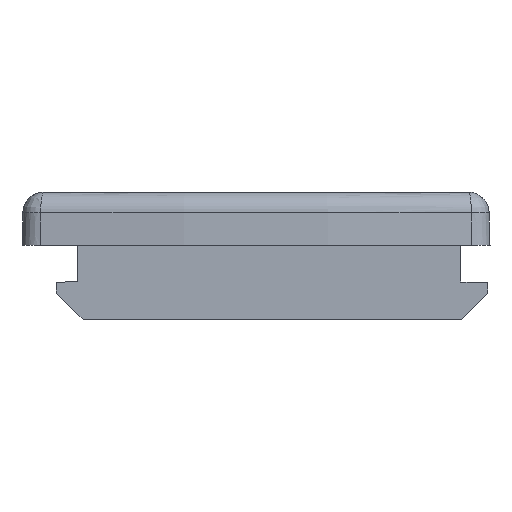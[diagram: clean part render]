
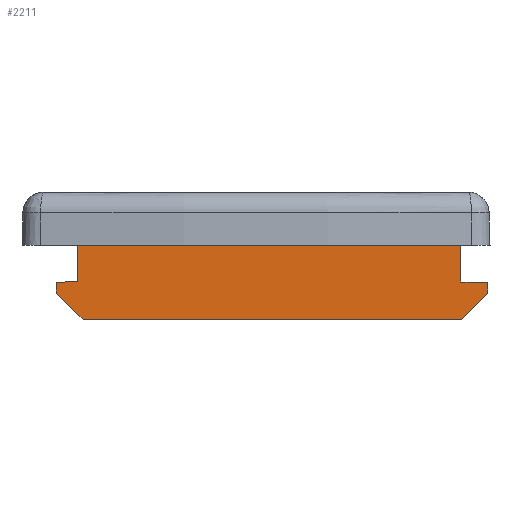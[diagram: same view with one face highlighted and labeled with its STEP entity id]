
A CAD part, front view. The second image highlights one B-rep face of the part: STEP entity #2211.
In plain terms, the highlighted planar face has unit normal (0, -1, 0).
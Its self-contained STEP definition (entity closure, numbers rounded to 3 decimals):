
#2143=AXIS2_PLACEMENT_3D('Plane Axis2P3D',#2140,#2141,#2142) ;
#50=CARTESIAN_POINT('Vertex',(41.341,14.987,0.)) ;
#53=CARTESIAN_POINT('Line Origine',(23.539,14.987,0.)) ;
#57=CARTESIAN_POINT('Vertex',(5.737,14.987,0.)) ;
#2121=CARTESIAN_POINT('Line Origine',(42.547,14.987,1.25)) ;
#2125=CARTESIAN_POINT('Vertex',(43.754,14.987,2.5)) ;
#2140=CARTESIAN_POINT('Axis2P3D Location',(43.974,14.987,7.)) ;
#2145=CARTESIAN_POINT('Line Origine',(43.746,14.987,3.006)) ;
#2149=CARTESIAN_POINT('Vertex',(43.737,14.987,3.513)) ;
#2152=CARTESIAN_POINT('Line Origine',(42.487,14.987,3.535)) ;
#2156=CARTESIAN_POINT('Vertex',(41.237,14.987,3.556)) ;
#2159=CARTESIAN_POINT('Line Origine',(41.237,14.987,5.278)) ;
#2163=CARTESIAN_POINT('Vertex',(41.237,14.987,7.)) ;
#2166=CARTESIAN_POINT('Line Origine',(23.237,14.987,7.)) ;
#2170=CARTESIAN_POINT('Vertex',(5.237,14.987,7.)) ;
#2173=CARTESIAN_POINT('Line Origine',(5.237,14.987,5.3)) ;
#2177=CARTESIAN_POINT('Vertex',(5.237,14.987,3.6)) ;
#2180=CARTESIAN_POINT('Line Origine',(4.237,14.987,3.565)) ;
#2184=CARTESIAN_POINT('Vertex',(3.237,14.987,3.53)) ;
#2187=CARTESIAN_POINT('Line Origine',(3.237,14.987,3.015)) ;
#2191=CARTESIAN_POINT('Vertex',(3.237,14.987,2.5)) ;
#2194=CARTESIAN_POINT('Line Origine',(4.487,14.987,1.25)) ;
#54=DIRECTION('Vector Direction',(-1.,0.,0.)) ;
#2122=DIRECTION('Vector Direction',(0.695,0.,0.719)) ;
#2141=DIRECTION('Axis2P3D Direction',(0.,-1.,0.)) ;
#2142=DIRECTION('Axis2P3D XDirection',(1.,0.,0.)) ;
#2146=DIRECTION('Vector Direction',(0.017,0.,-1.)) ;
#2153=DIRECTION('Vector Direction',(-1.,0.,0.017)) ;
#2160=DIRECTION('Vector Direction',(0.,0.,-1.)) ;
#2167=DIRECTION('Vector Direction',(-1.,0.,0.)) ;
#2174=DIRECTION('Vector Direction',(0.,0.,-1.)) ;
#2181=DIRECTION('Vector Direction',(0.999,0.,0.035)) ;
#2188=DIRECTION('Vector Direction',(0.,0.,1.)) ;
#2195=DIRECTION('Vector Direction',(0.707,0.,-0.707)) ;
#55=VECTOR('Line Direction',#54,1.) ;
#2123=VECTOR('Line Direction',#2122,1.) ;
#2147=VECTOR('Line Direction',#2146,1.) ;
#2154=VECTOR('Line Direction',#2153,1.) ;
#2161=VECTOR('Line Direction',#2160,1.) ;
#2168=VECTOR('Line Direction',#2167,1.) ;
#2175=VECTOR('Line Direction',#2174,1.) ;
#2182=VECTOR('Line Direction',#2181,1.) ;
#2189=VECTOR('Line Direction',#2188,1.) ;
#2196=VECTOR('Line Direction',#2195,1.) ;
#2200=ORIENTED_EDGE('',*,*,#59,.F.) ;
#2201=ORIENTED_EDGE('',*,*,#2127,.T.) ;
#2202=ORIENTED_EDGE('',*,*,#2151,.F.) ;
#2203=ORIENTED_EDGE('',*,*,#2158,.T.) ;
#2204=ORIENTED_EDGE('',*,*,#2165,.F.) ;
#2205=ORIENTED_EDGE('',*,*,#2172,.T.) ;
#2206=ORIENTED_EDGE('',*,*,#2179,.T.) ;
#2207=ORIENTED_EDGE('',*,*,#2186,.F.) ;
#2208=ORIENTED_EDGE('',*,*,#2193,.F.) ;
#2209=ORIENTED_EDGE('',*,*,#2198,.T.) ;
#2211=ADVANCED_FACE('CABTITE EP B 24/12 GY',(#2210),#2144,.T.) ;
#59=EDGE_CURVE('',#51,#58,#56,.T.) ;
#2127=EDGE_CURVE('',#51,#2126,#2124,.T.) ;
#2151=EDGE_CURVE('',#2150,#2126,#2148,.T.) ;
#2158=EDGE_CURVE('',#2150,#2157,#2155,.T.) ;
#2165=EDGE_CURVE('',#2164,#2157,#2162,.T.) ;
#2172=EDGE_CURVE('',#2164,#2171,#2169,.T.) ;
#2179=EDGE_CURVE('',#2171,#2178,#2176,.T.) ;
#2186=EDGE_CURVE('',#2185,#2178,#2183,.T.) ;
#2193=EDGE_CURVE('',#2192,#2185,#2190,.T.) ;
#2198=EDGE_CURVE('',#2192,#58,#2197,.T.) ;
#2199=EDGE_LOOP('',(#2200,#2201,#2202,#2203,#2204,#2205,#2206,#2207,#2208,#2209)) ;
#2210=FACE_OUTER_BOUND('',#2199,.T.) ;
#56=LINE('Line',#53,#55) ;
#2124=LINE('Line',#2121,#2123) ;
#2148=LINE('Line',#2145,#2147) ;
#2155=LINE('Line',#2152,#2154) ;
#2162=LINE('Line',#2159,#2161) ;
#2169=LINE('Line',#2166,#2168) ;
#2176=LINE('Line',#2173,#2175) ;
#2183=LINE('Line',#2180,#2182) ;
#2190=LINE('Line',#2187,#2189) ;
#2197=LINE('Line',#2194,#2196) ;
#2144=PLANE('',#2143) ;
#51=VERTEX_POINT('',#50) ;
#58=VERTEX_POINT('',#57) ;
#2126=VERTEX_POINT('',#2125) ;
#2150=VERTEX_POINT('',#2149) ;
#2157=VERTEX_POINT('',#2156) ;
#2164=VERTEX_POINT('',#2163) ;
#2171=VERTEX_POINT('',#2170) ;
#2178=VERTEX_POINT('',#2177) ;
#2185=VERTEX_POINT('',#2184) ;
#2192=VERTEX_POINT('',#2191) ;
